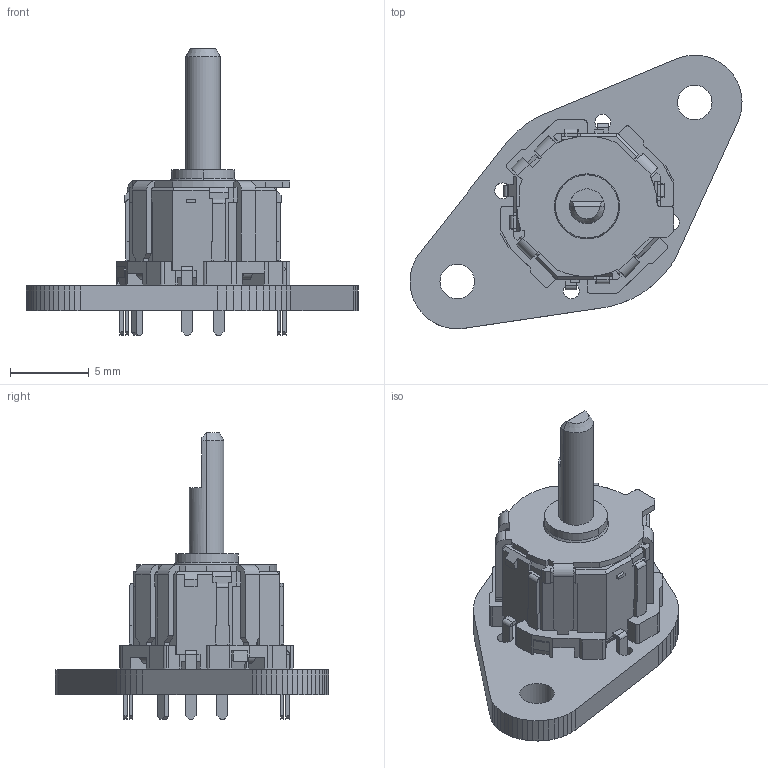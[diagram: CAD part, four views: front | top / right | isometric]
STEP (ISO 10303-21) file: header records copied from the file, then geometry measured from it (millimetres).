
FILE_DESCRIPTION(('KiCad electronic assembly'),'2;1');
FILE_NAME('RH_RKJXM1015004_FacePlateTilted.step','2023-06-21T19:30:57',( 'Pcbnew'),('Kicad'),'Open CASCADE STEP processor 7.6', 'KiCad to STEP converter','Unknown');
FILE_SCHEMA(('AUTOMOTIVE_DESIGN { 1 0 10303 214 1 1 1 1 }'));
Length unit declared in the file: millimetre
Products named in the file (4): RH_RKJXM1015004_FacePlateTilted 1; RKJXM1015004; SOLID; RH_RKJXM1015004_FacePlateTilted PCB
Assembly tree (3 placements, depth 3):
  RH_RKJXM1015004_FacePlateTilted 1
    RKJXM1015004
      SOLID
    RH_RKJXM1015004_FacePlateTilted PCB
Bounding box: 21.06 x 17.35 x 18.2 mm (x, y, z)
Volume: 854.7 mm3; surface area: 1164.5 mm2
Topology: 2 solids, 2 shells, 587 faces, 1608 edges, 1039 vertices
Faces by surface type: plane 504, cylinder 72, cone 5, bspline 4, revolution 2
Full cylindrical faces by diameter (mm): 1 x9, 1.1 x1, 2.2 x2
Entity records: 43487 total; most frequent: CARTESIAN_POINT 7512, DIRECTION 6022, LINE 4463, VECTOR 4463, ORIENTED_EDGE 3216, PCURVE 3216, DEFINITIONAL_REPRESENTATION 3216, EDGE_CURVE 1608
